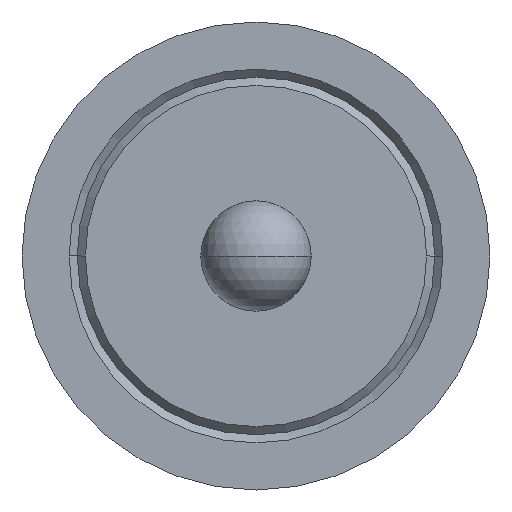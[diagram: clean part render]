
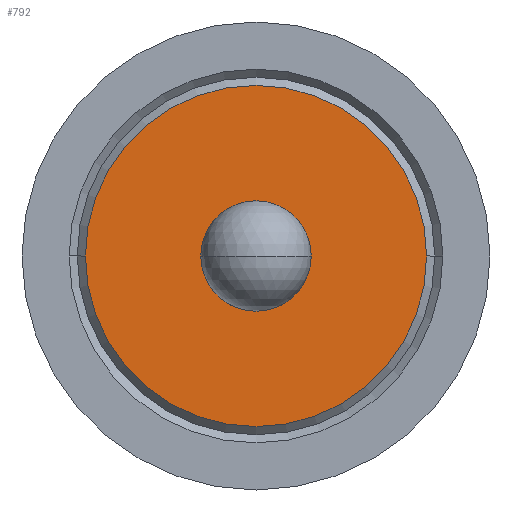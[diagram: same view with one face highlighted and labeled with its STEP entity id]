
A CAD part, front view. The second image highlights one B-rep face of the part: STEP entity #792.
In plain terms, the highlighted planar face has unit normal (0, -1, 0).
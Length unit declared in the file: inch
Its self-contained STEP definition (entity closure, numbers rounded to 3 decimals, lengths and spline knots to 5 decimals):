
#17 = AXIS2_PLACEMENT_3D ( 'NONE', #455, #451, #58 ) ;
#30 = AXIS2_PLACEMENT_3D ( 'NONE', #257, #577, #567 ) ;
#41 = EDGE_LOOP ( 'NONE', ( #848, #162 ) ) ;
#58 = DIRECTION ( 'NONE',  ( -1., 0., 0. ) ) ;
#97 = DIRECTION ( 'NONE',  ( -1., 0., 0. ) ) ;
#107 = EDGE_CURVE ( 'NONE', #786, #111, #165, .T. ) ;
#111 = VERTEX_POINT ( 'NONE', #514 ) ;
#162 = ORIENTED_EDGE ( 'NONE', *, *, #855, .T. ) ;
#165 = CIRCLE ( 'NONE', #17, 0.0085 ) ;
#166 = DIRECTION ( 'NONE',  ( 1., 0., 0. ) ) ;
#197 = CIRCLE ( 'NONE', #30, 0.02625 ) ;
#198 = CIRCLE ( 'NONE', #294, 0.02625 ) ;
#203 = EDGE_LOOP ( 'NONE', ( #710, #796 ) ) ;
#257 = CARTESIAN_POINT ( 'NONE',  ( 0., 0., 0. ) ) ;
#294 = AXIS2_PLACEMENT_3D ( 'NONE', #360, #779, #166 ) ;
#299 = PLANE ( 'NONE',  #684 ) ;
#354 = DIRECTION ( 'NONE',  ( 0., 1., 0. ) ) ;
#360 = CARTESIAN_POINT ( 'NONE',  ( 0., 0., 0. ) ) ;
#368 = CARTESIAN_POINT ( 'NONE',  ( 0.0085, 0., 0. ) ) ;
#440 = VERTEX_POINT ( 'NONE', #533 ) ;
#451 = DIRECTION ( 'NONE',  ( 0., 1., 0. ) ) ;
#455 = CARTESIAN_POINT ( 'NONE',  ( 0., 0., 0. ) ) ;
#463 = CIRCLE ( 'NONE', #477, 0.0085 ) ;
#477 = AXIS2_PLACEMENT_3D ( 'NONE', #538, #354, #97 ) ;
#503 = CARTESIAN_POINT ( 'NONE',  ( 0.02625, 0., 0. ) ) ;
#514 = CARTESIAN_POINT ( 'NONE',  ( -0.0085, 0., 0. ) ) ;
#521 = FACE_BOUND ( 'NONE', #203, .T. ) ;
#533 = CARTESIAN_POINT ( 'NONE',  ( -0.02625, 0., 0. ) ) ;
#538 = CARTESIAN_POINT ( 'NONE',  ( 0., 0., 0. ) ) ;
#567 = DIRECTION ( 'NONE',  ( 1., 0., 0. ) ) ;
#577 = DIRECTION ( 'NONE',  ( 0., -1., 0. ) ) ;
#588 = EDGE_CURVE ( 'NONE', #111, #786, #463, .T. ) ;
#684 = AXIS2_PLACEMENT_3D ( 'NONE', #696, #777, #769 ) ;
#696 = CARTESIAN_POINT ( 'NONE',  ( 0., 0., 0. ) ) ;
#710 = ORIENTED_EDGE ( 'NONE', *, *, #588, .T. ) ;
#711 = EDGE_CURVE ( 'NONE', #440, #745, #198, .T. ) ;
#745 = VERTEX_POINT ( 'NONE', #503 ) ;
#769 = DIRECTION ( 'NONE',  ( 1., 0., 0. ) ) ;
#777 = DIRECTION ( 'NONE',  ( 0., -1., 0. ) ) ;
#779 = DIRECTION ( 'NONE',  ( 0., -1., 0. ) ) ;
#786 = VERTEX_POINT ( 'NONE', #368 ) ;
#792 = ADVANCED_FACE ( 'NONE', ( #521, #870 ), #299, .T. ) ;
#796 = ORIENTED_EDGE ( 'NONE', *, *, #107, .T. ) ;
#848 = ORIENTED_EDGE ( 'NONE', *, *, #711, .T. ) ;
#855 = EDGE_CURVE ( 'NONE', #745, #440, #197, .T. ) ;
#870 = FACE_OUTER_BOUND ( 'NONE', #41, .T. ) ;
